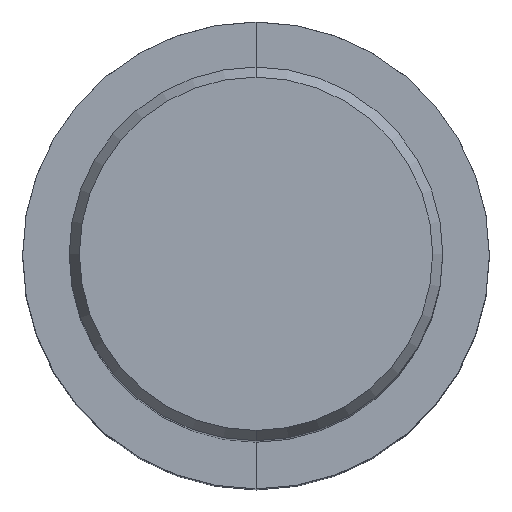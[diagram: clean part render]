
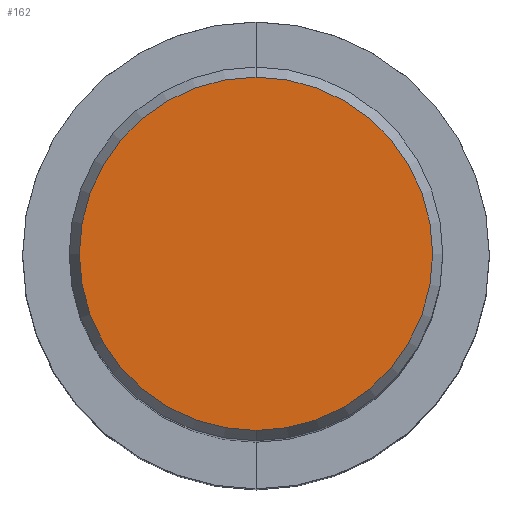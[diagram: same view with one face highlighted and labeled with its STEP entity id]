
A CAD part, top view. The second image highlights one B-rep face of the part: STEP entity #162.
In plain terms, the highlighted planar face has unit normal (0, 0, 1).
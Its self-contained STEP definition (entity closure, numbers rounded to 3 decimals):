
#142=VERTEX_POINT('',#302);
#158=EDGE_CURVE('',#238,#142,#318,.T.);
#162=ADVANCED_FACE('',(#323),#324,.T.);
#198=EDGE_CURVE('',#142,#238,#368,.T.);
#238=VERTEX_POINT('',#415);
#302=CARTESIAN_POINT('',(0.0,12.012,0.01));
#318=CIRCLE('',#504,12.012);
#323=FACE_OUTER_BOUND('',#509,.T.);
#324=PLANE('',#510);
#368=CIRCLE('',#566,12.012);
#415=CARTESIAN_POINT('',(0.,-12.012,0.01));
#504=AXIS2_PLACEMENT_3D('',#673,#674,#675);
#509=EDGE_LOOP('',(#685,#686));
#510=AXIS2_PLACEMENT_3D('',#687,#688,#689);
#566=AXIS2_PLACEMENT_3D('',#750,#751,#752);
#673=CARTESIAN_POINT('',(0.0,0.0,0.01));
#674=DIRECTION('',(0.0,0.0,-1.0));
#675=DIRECTION('',(0.0,1.0,0.0));
#685=ORIENTED_EDGE('',*,*,#198,.F.);
#686=ORIENTED_EDGE('',*,*,#158,.F.);
#687=CARTESIAN_POINT('',(0.0,6.006,0.01));
#688=DIRECTION('',(-0.0,0.0,1.0));
#689=DIRECTION('',(0.0,-1.0,0.0));
#750=CARTESIAN_POINT('',(0.0,0.0,0.01));
#751=DIRECTION('',(0.0,0.0,-1.0));
#752=DIRECTION('',(0.0,1.0,0.0));
